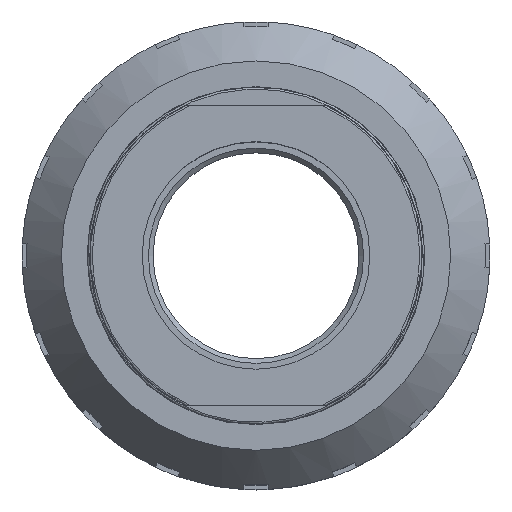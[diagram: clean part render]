
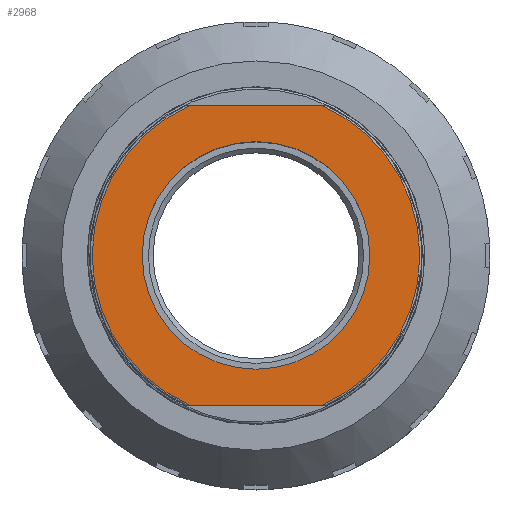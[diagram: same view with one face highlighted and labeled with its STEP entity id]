
A CAD part, top view. The second image highlights one B-rep face of the part: STEP entity #2968.
In plain terms, the highlighted planar face has unit normal (0, 0, 1).
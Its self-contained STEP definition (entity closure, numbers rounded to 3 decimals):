
#100=FACE_BOUND($,#478,.T.);
#162=PLANE($,#3226);
#295=FACE_OUTER_BOUND($,#477,.T.);
#477=EDGE_LOOP($,(#2368,#2369,#2370,#2371));
#478=EDGE_LOOP($,(#2372));
#715=LINE($,#4767,#947);
#716=LINE($,#4770,#948);
#947=VECTOR($,#3864,14.177);
#948=VECTOR($,#3867,14.177);
#1129=CIRCLE($,#3224,12.163);
#1131=CIRCLE($,#3227,17.5);
#1132=CIRCLE($,#3228,17.5);
#1360=VERTEX_POINT($,#4758);
#1362=VERTEX_POINT($,#4763);
#1363=VERTEX_POINT($,#4764);
#1364=VERTEX_POINT($,#4766);
#1365=VERTEX_POINT($,#4768);
#1725=EDGE_CURVE($,#1360,#1360,#1129,.T.);
#1727=EDGE_CURVE($,#1362,#1363,#1131,.T.);
#1728=EDGE_CURVE($,#1362,#1364,#715,.T.);
#1729=EDGE_CURVE($,#1365,#1364,#1132,.T.);
#1730=EDGE_CURVE($,#1365,#1363,#716,.T.);
#2368=ORIENTED_EDGE($,*,*,#1727,.F.);
#2369=ORIENTED_EDGE($,*,*,#1728,.T.);
#2370=ORIENTED_EDGE($,*,*,#1729,.F.);
#2371=ORIENTED_EDGE($,*,*,#1730,.T.);
#2372=ORIENTED_EDGE($,*,*,#1725,.T.);
#2968=ADVANCED_FACE($,(#295,#100),#162,.T.);
#3224=AXIS2_PLACEMENT_3D($,#4759,#3856,#3857);
#3226=AXIS2_PLACEMENT_3D($,#4762,#3860,#3861);
#3227=AXIS2_PLACEMENT_3D($,#4765,#3862,#3863);
#3228=AXIS2_PLACEMENT_3D($,#4769,#3865,#3866);
#3856=DIRECTION('center_axis',(0.,0.,-1.));
#3857=DIRECTION('ref_axis',(-1.,0.,0.));
#3860=DIRECTION('center_axis',(0.,0.,1.));
#3861=DIRECTION('ref_axis',(1.,0.,0.));
#3862=DIRECTION('center_axis',(0.,0.,-1.));
#3863=DIRECTION('ref_axis',(-1.,0.,0.));
#3864=DIRECTION($,(1.,0.,0.));
#3865=DIRECTION('center_axis',(0.,0.,-1.));
#3866=DIRECTION('ref_axis',(1.,0.,0.));
#3867=DIRECTION($,(-1.,0.,0.));
#4758=CARTESIAN_POINT('',(12.163,0.,25.5));
#4759=CARTESIAN_POINT('Origin',(0.,0.,25.5));
#4762=CARTESIAN_POINT('Origin',(0.,0.,25.5));
#4763=CARTESIAN_POINT('',(-7.089,-16.,25.5));
#4764=CARTESIAN_POINT('',(-7.089,16.,25.5));
#4765=CARTESIAN_POINT('Origin',(0.,0.,25.5));
#4766=CARTESIAN_POINT('',(7.089,-16.,25.5));
#4767=CARTESIAN_POINT($,(6.56,-16.,25.5));
#4768=CARTESIAN_POINT('',(7.089,16.,25.5));
#4769=CARTESIAN_POINT('Origin',(0.,0.,25.5));
#4770=CARTESIAN_POINT($,(-7.412,16.,25.5));
